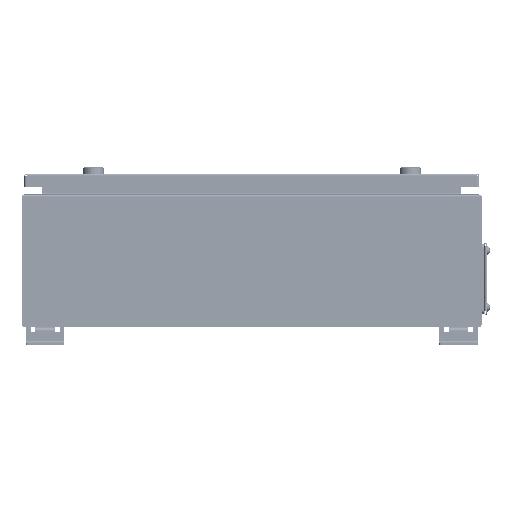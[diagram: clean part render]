
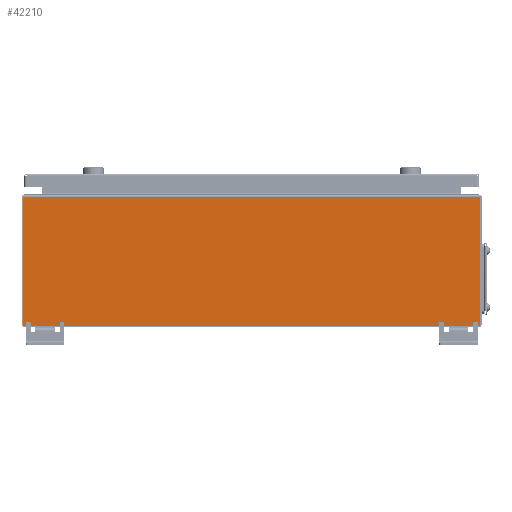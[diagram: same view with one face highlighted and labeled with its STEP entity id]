
A CAD part, left-side view. The second image highlights one B-rep face of the part: STEP entity #42210.
In plain terms, the highlighted planar face has unit normal (-1, 0, 0).
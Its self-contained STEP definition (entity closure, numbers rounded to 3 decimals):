
#3125 = EDGE_CURVE ( 'NONE', #12871, #19932, #33882, .T. ) ;
#4280 = ORIENTED_EDGE ( 'NONE', *, *, #70318, .T. ) ;
#6161 = AXIS2_PLACEMENT_3D ( 'NONE', #43749, #44879, #67412 ) ;
#7824 = DIRECTION ( 'NONE',  ( 0., 0., -1. ) ) ;
#8600 = CIRCLE ( 'NONE', #6161, 3. ) ;
#9368 = CIRCLE ( 'NONE', #35132, 3. ) ;
#9740 = VERTEX_POINT ( 'NONE', #55611 ) ;
#10033 = VERTEX_POINT ( 'NONE', #70135 ) ;
#12871 = VERTEX_POINT ( 'NONE', #73038 ) ;
#12973 = FACE_OUTER_BOUND ( 'NONE', #45141, .T. ) ;
#14787 = EDGE_CURVE ( 'NONE', #12871, #63326, #29062, .T. ) ;
#16682 = EDGE_CURVE ( 'NONE', #10033, #53490, #25507, .T. ) ;
#19932 = VERTEX_POINT ( 'NONE', #28561 ) ;
#22414 = CARTESIAN_POINT ( 'NONE',  ( -1.5, -300., 83.5 ) ) ;
#25507 = LINE ( 'NONE', #71874, #46513 ) ;
#27647 = ORIENTED_EDGE ( 'NONE', *, *, #73857, .T. ) ;
#28561 = CARTESIAN_POINT ( 'NONE',  ( -1.5, 300., 83.5 ) ) ;
#29062 = LINE ( 'NONE', #29437, #29273 ) ;
#29273 = VECTOR ( 'NONE', #7824, 1000. ) ;
#29437 = CARTESIAN_POINT ( 'NONE',  ( -1.5, -300., 86.5 ) ) ;
#30207 = PLANE ( 'NONE',  #59037 ) ;
#31710 = CARTESIAN_POINT ( 'NONE',  ( -1.5, 0., 0. ) ) ;
#33882 = LINE ( 'NONE', #22414, #47479 ) ;
#35132 = AXIS2_PLACEMENT_3D ( 'NONE', #51560, #45854, #52276 ) ;
#35502 = VECTOR ( 'NONE', #46233, 1000. ) ;
#37036 = DIRECTION ( 'NONE',  ( 0., 1., 0. ) ) ;
#41197 = CARTESIAN_POINT ( 'NONE',  ( -1.5, -300., -83.5 ) ) ;
#42210 = ADVANCED_FACE ( 'NONE', ( #12973 ), #30207, .T. ) ;
#43233 = ORIENTED_EDGE ( 'NONE', *, *, #16682, .F. ) ;
#43749 = CARTESIAN_POINT ( 'NONE',  ( -1.5, -297., -83.5 ) ) ;
#44879 = DIRECTION ( 'NONE',  ( -1., 0., 0. ) ) ;
#45141 = EDGE_LOOP ( 'NONE', ( #43233, #27647, #57920, #61137, #48328, #4280 ) ) ;
#45854 = DIRECTION ( 'NONE',  ( -1., 0., 0. ) ) ;
#46233 = DIRECTION ( 'NONE',  ( 0., 0., 1. ) ) ;
#46513 = VECTOR ( 'NONE', #37036, 1000. ) ;
#47479 = VECTOR ( 'NONE', #69896, 1000. ) ;
#48328 = ORIENTED_EDGE ( 'NONE', *, *, #58058, .F. ) ;
#51560 = CARTESIAN_POINT ( 'NONE',  ( -1.5, 297., -83.5 ) ) ;
#52276 = DIRECTION ( 'NONE',  ( 0., 0., 1. ) ) ;
#52644 = LINE ( 'NONE', #69148, #35502 ) ;
#53490 = VERTEX_POINT ( 'NONE', #59148 ) ;
#54692 = DIRECTION ( 'NONE',  ( -1., 0., 0. ) ) ;
#55611 = CARTESIAN_POINT ( 'NONE',  ( -1.5, 300., -83.5 ) ) ;
#57920 = ORIENTED_EDGE ( 'NONE', *, *, #14787, .F. ) ;
#58058 = EDGE_CURVE ( 'NONE', #9740, #19932, #52644, .T. ) ;
#59037 = AXIS2_PLACEMENT_3D ( 'NONE', #31710, #54692, #71214 ) ;
#59148 = CARTESIAN_POINT ( 'NONE',  ( -1.5, 297., -86.5 ) ) ;
#61137 = ORIENTED_EDGE ( 'NONE', *, *, #3125, .T. ) ;
#63326 = VERTEX_POINT ( 'NONE', #41197 ) ;
#67412 = DIRECTION ( 'NONE',  ( 0., 0., 1. ) ) ;
#69148 = CARTESIAN_POINT ( 'NONE',  ( -1.5, 300., 86.5 ) ) ;
#69896 = DIRECTION ( 'NONE',  ( 0., 1., 0. ) ) ;
#70135 = CARTESIAN_POINT ( 'NONE',  ( -1.5, -297., -86.5 ) ) ;
#70318 = EDGE_CURVE ( 'NONE', #9740, #53490, #9368, .T. ) ;
#71214 = DIRECTION ( 'NONE',  ( 0., 0., 1. ) ) ;
#71874 = CARTESIAN_POINT ( 'NONE',  ( -1.5, -300., -86.5 ) ) ;
#73038 = CARTESIAN_POINT ( 'NONE',  ( -1.5, -300., 83.5 ) ) ;
#73857 = EDGE_CURVE ( 'NONE', #10033, #63326, #8600, .T. ) ;
